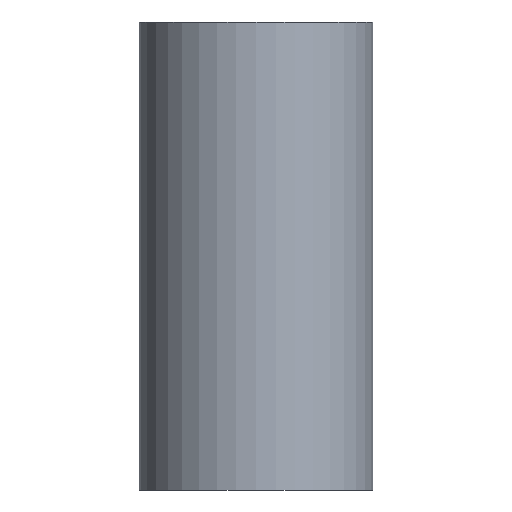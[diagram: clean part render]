
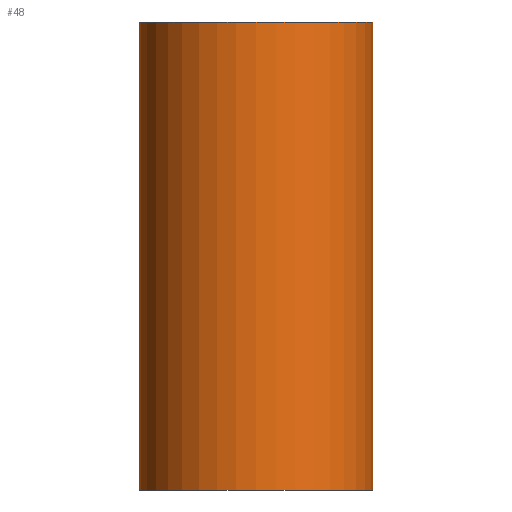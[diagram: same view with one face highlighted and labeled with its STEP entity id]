
A CAD part, front view. The second image highlights one B-rep face of the part: STEP entity #48.
In plain terms, the highlighted cylindrical face has radius 2.5 mm (diameter 5 mm), a partial arc.
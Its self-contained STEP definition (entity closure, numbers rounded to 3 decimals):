
#48=ADVANCED_FACE('',(#54),#56,.T.);
#54=FACE_BOUND('',#55,.T.);
#55=EDGE_LOOP('',(#96,#97,#98,#99));
#56=CYLINDRICAL_SURFACE('',#57,2.5);
#57=AXIS2_PLACEMENT_3D('',#58,#59,#60);
#58=CARTESIAN_POINT('',(0.,-10.,0.));
#59=DIRECTION('',(0.,0.,1.));
#60=DIRECTION('',(-0.4,0.917,0.));
#96=ORIENTED_EDGE('',*,*,#120,.T.);
#97=ORIENTED_EDGE('',*,*,#121,.T.);
#98=ORIENTED_EDGE('',*,*,#122,.F.);
#99=ORIENTED_EDGE('',*,*,#123,.F.);
#120=EDGE_CURVE('',#132,#133,#134,.T.);
#121=EDGE_CURVE('',#133,#135,#136,.T.);
#122=EDGE_CURVE('',#137,#135,#138,.T.);
#123=EDGE_CURVE('',#132,#137,#139,.T.);
#132=VERTEX_POINT('',#152);
#133=VERTEX_POINT('',#153);
#134=CIRCLE('',#154,2.5);
#135=VERTEX_POINT('',#158);
#136=LINE('',#159,#160);
#137=VERTEX_POINT('',#162);
#138=CIRCLE('',#163,2.5);
#139=LINE('',#167,#168);
#152=CARTESIAN_POINT('',(-1.,-7.709,0.));
#153=CARTESIAN_POINT('',(1.,-7.709,0.));
#154=AXIS2_PLACEMENT_3D('',#155,#156,#157);
#155=CARTESIAN_POINT('',(0.,-10.,0.));
#156=DIRECTION('',(0.,0.,1.));
#157=DIRECTION('',(-0.4,0.917,0.));
#158=CARTESIAN_POINT('',(1.,-7.709,10.));
#159=CARTESIAN_POINT('',(1.,-7.709,0.));
#160=VECTOR('',#161,1.);
#161=DIRECTION('',(0.,0.,1.));
#162=CARTESIAN_POINT('',(-1.,-7.709,10.));
#163=AXIS2_PLACEMENT_3D('',#164,#165,#166);
#164=CARTESIAN_POINT('',(0.,-10.,10.));
#165=DIRECTION('',(0.,0.,1.));
#166=DIRECTION('',(-0.4,0.917,0.));
#167=CARTESIAN_POINT('',(-1.,-7.709,0.));
#168=VECTOR('',#169,1.);
#169=DIRECTION('',(0.,0.,1.));
